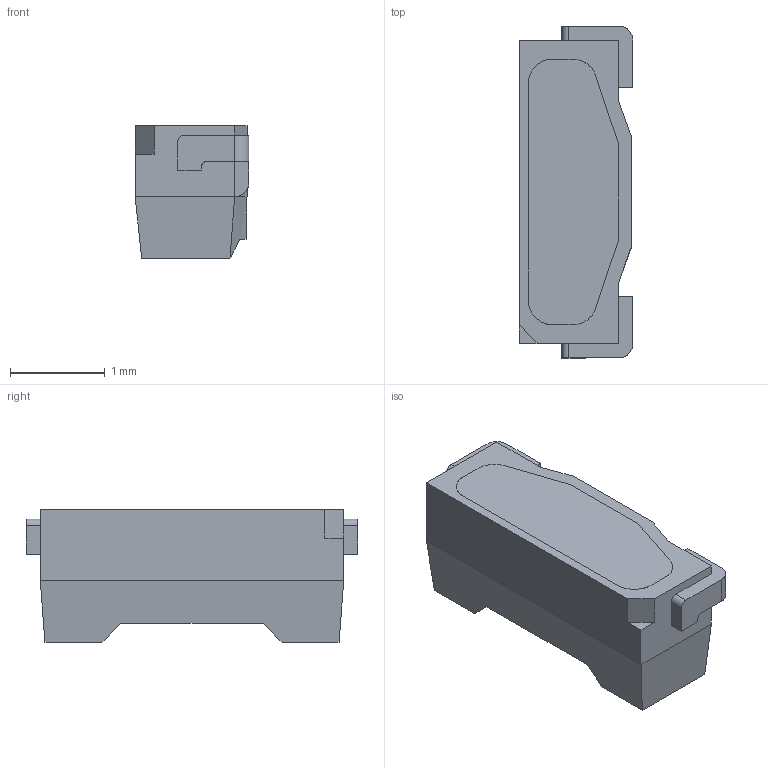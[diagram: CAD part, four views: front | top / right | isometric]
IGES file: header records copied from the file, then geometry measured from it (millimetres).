
Start section: SolidWorks IGES file using analytic representation for surfaces
Global section: file name: SE-KSE001030C_NSSx088A 3D Data.IGS; native system: SolidWorks 2015; preprocessor: SolidWorks 2015; author: j40865; date: 180920.170912; units: metre
Bounding box: 1.2 x 3.5 x 1.4 mm (x, y, z)
Surface area: 24.6 mm2 (no closed solid volume)
Topology: 0 solids, 0 shells, 75 faces, 480 edges, 480 vertices
Faces by surface type: bspline 59, revolution 16
